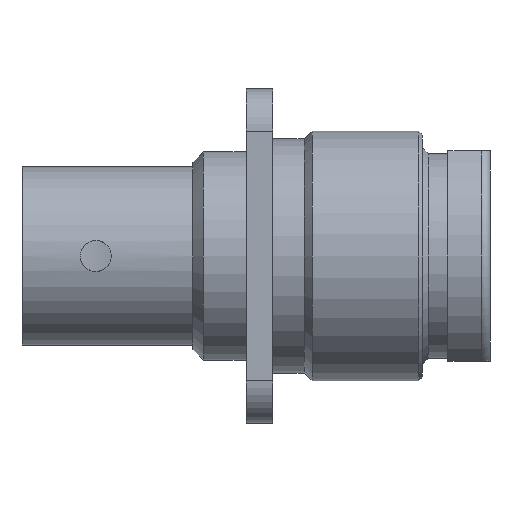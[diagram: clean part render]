
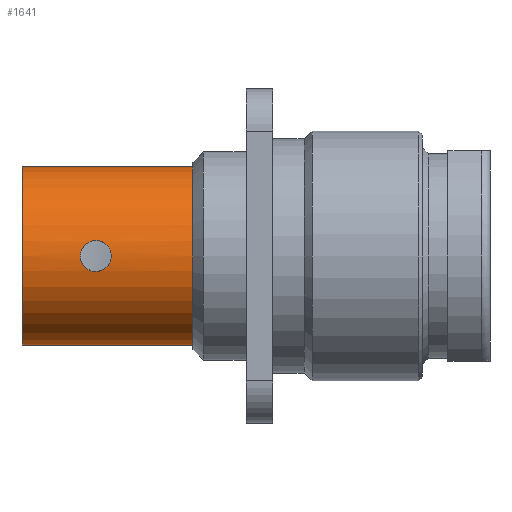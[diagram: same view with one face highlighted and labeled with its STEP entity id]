
A CAD part, front view. The second image highlights one B-rep face of the part: STEP entity #1641.
In plain terms, the highlighted cylindrical face has radius 6.79 mm (diameter 13.58 mm), a partial arc.
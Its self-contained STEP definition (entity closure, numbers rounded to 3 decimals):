
#29 = CARTESIAN_POINT ( 'NONE',  ( -49.294, 6.747, -13.47 ) ) ;
#51 = DIRECTION ( 'NONE',  ( -1., 0., 0. ) ) ;
#120 = CARTESIAN_POINT ( 'NONE',  ( -49.295, 6.747, -11.931 ) ) ;
#125 = CARTESIAN_POINT ( 'NONE',  ( -74.862, 0., -5.91 ) ) ;
#131 = VERTEX_POINT ( 'NONE', #2354 ) ;
#135 = DIRECTION ( 'NONE',  ( -1., 0., 0. ) ) ;
#139 = CARTESIAN_POINT ( 'NONE',  ( -47.99, 6.7, -13.802 ) ) ;
#158 = ORIENTED_EDGE ( 'NONE', *, *, #853, .F. ) ;
#223 = VECTOR ( 'NONE', #444, 1000. ) ;
#265 = VERTEX_POINT ( 'NONE', #1045 ) ;
#287 = CARTESIAN_POINT ( 'NONE',  ( -47.772, 6.716, -13.702 ) ) ;
#326 = CARTESIAN_POINT ( 'NONE',  ( -47.585, 6.736, -11.844 ) ) ;
#332 = CARTESIAN_POINT ( 'NONE',  ( -74.862, 0., -12.7 ) ) ;
#427 = DIRECTION ( 'NONE',  ( -1., 0., 0. ) ) ;
#444 = DIRECTION ( 'NONE',  ( 1., 0., 0. ) ) ;
#455 = DIRECTION ( 'NONE',  ( -1., 0., 0. ) ) ;
#491 = LINE ( 'NONE', #1019, #223 ) ;
#526 = CARTESIAN_POINT ( 'NONE',  ( -49.573, 6.79, -12.463 ) ) ;
#531 = ORIENTED_EDGE ( 'NONE', *, *, #971, .F. ) ;
#578 = CARTESIAN_POINT ( 'NONE',  ( -48.806, 6.7, -11.598 ) ) ;
#618 = ORIENTED_EDGE ( 'NONE', *, *, #2511, .T. ) ;
#668 = LINE ( 'NONE', #125, #733 ) ;
#684 = CARTESIAN_POINT ( 'NONE',  ( -55.792, 0., -12.7 ) ) ;
#733 = VECTOR ( 'NONE', #2420, 1000. ) ;
#769 = ORIENTED_EDGE ( 'NONE', *, *, #1220, .F. ) ;
#819 = CARTESIAN_POINT ( 'NONE',  ( -49.022, 6.716, -13.703 ) ) ;
#844 = VERTEX_POINT ( 'NONE', #2915 ) ;
#853 = EDGE_CURVE ( 'NONE', #3121, #2143, #2106, .T. ) ;
#878 = CYLINDRICAL_SURFACE ( 'NONE', #2964, 6.79 ) ;
#971 = EDGE_CURVE ( 'NONE', #844, #3269, #668, .T. ) ;
#1019 = CARTESIAN_POINT ( 'NONE',  ( -74.862, 6.7, -13.802 ) ) ;
#1029 = CARTESIAN_POINT ( 'NONE',  ( -55.792, 0., -19.49 ) ) ;
#1032 = CIRCLE ( 'NONE', #2906, 6.79 ) ;
#1045 = CARTESIAN_POINT ( 'NONE',  ( -48.806, 6.7, -13.802 ) ) ;
#1056 = CARTESIAN_POINT ( 'NONE',  ( -47.223, 6.79, -12.937 ) ) ;
#1100 = ORIENTED_EDGE ( 'NONE', *, *, #1113, .T. ) ;
#1107 = CARTESIAN_POINT ( 'NONE',  ( -47.877, 6.707, -13.76 ) ) ;
#1113 = EDGE_CURVE ( 'NONE', #265, #2143, #491, .T. ) ;
#1166 = CARTESIAN_POINT ( 'NONE',  ( -42.842, 0., -12.7 ) ) ;
#1192 = ORIENTED_EDGE ( 'NONE', *, *, #1348, .T. ) ;
#1220 = EDGE_CURVE ( 'NONE', #265, #131, #3019, .T. ) ;
#1279 = EDGE_LOOP ( 'NONE', ( #769, #1100, #158, #1192 ) ) ;
#1333 = CARTESIAN_POINT ( 'NONE',  ( -49.211, 6.736, -11.844 ) ) ;
#1337 = CARTESIAN_POINT ( 'NONE',  ( -47.502, 6.747, -11.93 ) ) ;
#1348 = EDGE_CURVE ( 'NONE', #3121, #131, #2977, .T. ) ;
#1361 = CARTESIAN_POINT ( 'NONE',  ( -47.501, 6.747, -13.469 ) ) ;
#1570 = VERTEX_POINT ( 'NONE', #1029 ) ;
#1572 = AXIS2_PLACEMENT_3D ( 'NONE', #684, #427, #2736 ) ;
#1574 = CARTESIAN_POINT ( 'NONE',  ( -48.919, 6.707, -13.76 ) ) ;
#1577 = CARTESIAN_POINT ( 'NONE',  ( -47.585, 6.736, -13.556 ) ) ;
#1598 = DIRECTION ( 'NONE',  ( 0., 0., 1. ) ) ;
#1641 = ADVANCED_FACE ( 'NONE', ( #1869, #2889 ), #878, .T. ) ;
#1672 = CARTESIAN_POINT ( 'NONE',  ( -48.806, 6.7, -13.802 ) ) ;
#1862 = CARTESIAN_POINT ( 'NONE',  ( -49.498, 6.776, -12.223 ) ) ;
#1864 = CARTESIAN_POINT ( 'NONE',  ( -47.298, 6.776, -13.177 ) ) ;
#1869 = FACE_BOUND ( 'NONE', #1279, .T. ) ;
#1908 = EDGE_CURVE ( 'NONE', #844, #2750, #1032, .T. ) ;
#2106 = B_SPLINE_CURVE_WITH_KNOTS ( 'NONE', 3,
 ( #2632, #2386, #3118, #326, #1337, #3138, #2121, #1056, #1864, #1361, #1577, #287, #1107, #2597 ),
 .UNSPECIFIED., .F., .F.,
 ( 4, 2, 2, 2, 2, 2, 4 ),
 ( 0., 0., 0.001, 0.001, 0.002, 0.002, 0.003 ),
 .UNSPECIFIED. ) ;
#2121 = CARTESIAN_POINT ( 'NONE',  ( -47.223, 6.79, -12.462 ) ) ;
#2131 = CARTESIAN_POINT ( 'NONE',  ( -42.842, 0., -19.49 ) ) ;
#2143 = VERTEX_POINT ( 'NONE', #139 ) ;
#2190 = CARTESIAN_POINT ( 'NONE',  ( -49.211, 6.736, -13.556 ) ) ;
#2195 = EDGE_CURVE ( 'NONE', #3269, #1570, #3015, .T. ) ;
#2200 = CARTESIAN_POINT ( 'NONE',  ( -55.792, 0., -5.91 ) ) ;
#2269 = DIRECTION ( 'NONE',  ( 0., 0., 1. ) ) ;
#2353 = ORIENTED_EDGE ( 'NONE', *, *, #2195, .F. ) ;
#2354 = CARTESIAN_POINT ( 'NONE',  ( -48.806, 6.7, -11.598 ) ) ;
#2386 = CARTESIAN_POINT ( 'NONE',  ( -47.877, 6.707, -11.64 ) ) ;
#2420 = DIRECTION ( 'NONE',  ( -1., 0., 0. ) ) ;
#2429 = ORIENTED_EDGE ( 'NONE', *, *, #1908, .T. ) ;
#2448 = LINE ( 'NONE', #2702, #3008 ) ;
#2511 = EDGE_CURVE ( 'NONE', #2750, #1570, #2448, .T. ) ;
#2597 = CARTESIAN_POINT ( 'NONE',  ( -47.99, 6.7, -13.802 ) ) ;
#2632 = CARTESIAN_POINT ( 'NONE',  ( -47.99, 6.7, -11.598 ) ) ;
#2698 = CARTESIAN_POINT ( 'NONE',  ( -49.573, 6.79, -12.938 ) ) ;
#2702 = CARTESIAN_POINT ( 'NONE',  ( -74.862, 0., -19.49 ) ) ;
#2736 = DIRECTION ( 'NONE',  ( 0., 0., 1. ) ) ;
#2750 = VERTEX_POINT ( 'NONE', #2131 ) ;
#2815 = DIRECTION ( 'NONE',  ( -1., 0., 0. ) ) ;
#2829 = EDGE_LOOP ( 'NONE', ( #2429, #618, #2353, #531 ) ) ;
#2889 = FACE_OUTER_BOUND ( 'NONE', #2829, .T. ) ;
#2904 = CARTESIAN_POINT ( 'NONE',  ( -47.99, 6.7, -11.598 ) ) ;
#2906 = AXIS2_PLACEMENT_3D ( 'NONE', #1166, #2815, #2269 ) ;
#2915 = CARTESIAN_POINT ( 'NONE',  ( -42.842, 0., -5.91 ) ) ;
#2964 = AXIS2_PLACEMENT_3D ( 'NONE', #332, #51, #1598 ) ;
#2977 = LINE ( 'NONE', #2994, #3102 ) ;
#2994 = CARTESIAN_POINT ( 'NONE',  ( -74.862, 6.7, -11.598 ) ) ;
#3008 = VECTOR ( 'NONE', #135, 1000. ) ;
#3015 = CIRCLE ( 'NONE', #1572, 6.79 ) ;
#3019 = B_SPLINE_CURVE_WITH_KNOTS ( 'NONE', 3,
 ( #1672, #1574, #819, #2190, #29, #3195, #2698, #526, #1862, #120, #1333, #3115, #3134, #578 ),
 .UNSPECIFIED., .F., .F.,
 ( 4, 2, 2, 2, 2, 2, 4 ),
 ( 0., 0., 0.001, 0.001, 0.002, 0.002, 0.003 ),
 .UNSPECIFIED. ) ;
#3102 = VECTOR ( 'NONE', #455, 1000. ) ;
#3115 = CARTESIAN_POINT ( 'NONE',  ( -49.024, 6.716, -11.698 ) ) ;
#3118 = CARTESIAN_POINT ( 'NONE',  ( -47.774, 6.716, -11.697 ) ) ;
#3121 = VERTEX_POINT ( 'NONE', #2904 ) ;
#3134 = CARTESIAN_POINT ( 'NONE',  ( -48.919, 6.707, -11.64 ) ) ;
#3138 = CARTESIAN_POINT ( 'NONE',  ( -47.298, 6.776, -12.223 ) ) ;
#3195 = CARTESIAN_POINT ( 'NONE',  ( -49.498, 6.776, -13.177 ) ) ;
#3269 = VERTEX_POINT ( 'NONE', #2200 ) ;
